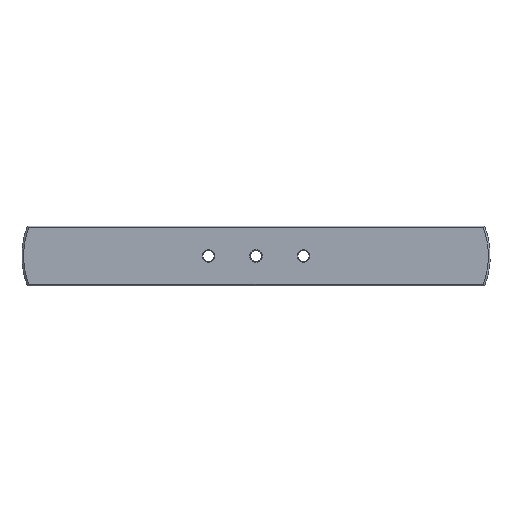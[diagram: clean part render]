
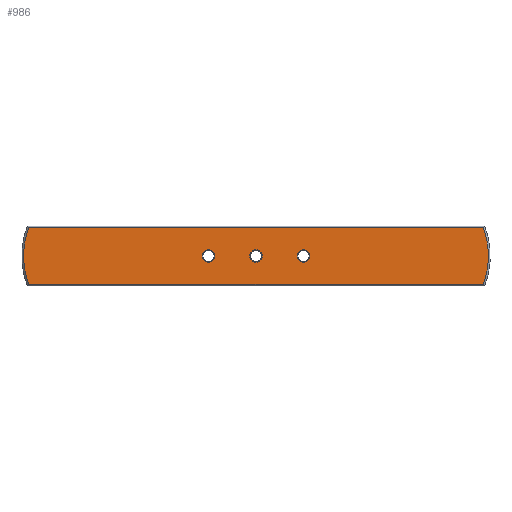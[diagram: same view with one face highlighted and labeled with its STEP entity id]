
A CAD part, top view. The second image highlights one B-rep face of the part: STEP entity #986.
In plain terms, the highlighted planar face has unit normal (0, 0, 1).
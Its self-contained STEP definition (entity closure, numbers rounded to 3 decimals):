
#392=VERTEX_POINT('NONE',#1087);
#426=EDGE_CURVE('NONE',#486,#392,#1124,.T.);
#452=EDGE_CURVE('NONE',#694,#580,#1155,.T.);
#464=EDGE_CURVE('NONE',#904,#1020,#1167,.T.);
#468=VERTEX_POINT('NONE',#1172);
#486=VERTEX_POINT('NONE',#1192);
#502=EDGE_CURVE('NONE',#392,#628,#1210,.T.);
#530=EDGE_CURVE('NONE',#672,#486,#1241,.T.);
#560=EDGE_CURVE('NONE',#628,#672,#1275,.T.);
#580=VERTEX_POINT('NONE',#1297);
#618=VERTEX_POINT('NONE',#1340);
#628=VERTEX_POINT('NONE',#1352);
#652=EDGE_CURVE('NONE',#580,#694,#1377,.T.);
#672=VERTEX_POINT('NONE',#1397);
#694=VERTEX_POINT('NONE',#1420);
#700=EDGE_CURVE('NONE',#468,#618,#1426,.T.);
#826=EDGE_CURVE('NONE',#1020,#904,#1571,.T.);
#904=VERTEX_POINT('NONE',#1657);
#950=EDGE_CURVE('NONE',#618,#468,#1708,.T.);
#986=ADVANCED_FACE('NONE',(#1745,#1746,#1747,#1748),#1749,.F.);
#1020=VERTEX_POINT('NONE',#1788);
#1087=CARTESIAN_POINT('',(-258.584,32.,0.0));
#1124=LINE('',#1938,#1939);
#1155=CIRCLE('',#1977,7.0);
#1167=CIRCLE('',#1998,7.0);
#1172=CARTESIAN_POINT('',(54.0,-7.0,0.0));
#1192=CARTESIAN_POINT('',(258.584,32.,0.0));
#1210=CIRCLE('',#2051,89.5);
#1241=CIRCLE('',#2099,89.5);
#1275=LINE('',#2160,#2161);
#1297=CARTESIAN_POINT('',(0.,-7.0,0.0));
#1340=CARTESIAN_POINT('',(54.0,7.0,0.0));
#1352=CARTESIAN_POINT('',(-258.584,-32.,0.0));
#1377=CIRCLE('',#2347,7.0);
#1397=CARTESIAN_POINT('',(258.584,-32.,0.0));
#1420=CARTESIAN_POINT('',(0.0,7.0,0.0));
#1426=CIRCLE('',#2445,7.0);
#1571=CIRCLE('',#2685,7.0);
#1657=CARTESIAN_POINT('',(-54.0,7.,0.0));
#1708=CIRCLE('',#2895,7.0);
#1745=FACE_OUTER_BOUND('',#2970,.T.);
#1746=FACE_BOUND('',#2971,.T.);
#1747=FACE_BOUND('',#2972,.T.);
#1748=FACE_BOUND('',#2973,.T.);
#1749=PLANE('',#2974);
#1788=CARTESIAN_POINT('',(-54.0,-7.,0.0));
#1938=CARTESIAN_POINT('',(266.5,32.,0.0));
#1939=VECTOR('',#3155,1000.0);
#1977=AXIS2_PLACEMENT_3D('',#3204,#3205,#3206);
#1998=AXIS2_PLACEMENT_3D('',#3214,#3215,#3216);
#2051=AXIS2_PLACEMENT_3D('',#3281,#3282,#3283);
#2099=AXIS2_PLACEMENT_3D('',#3314,#3315,#3316);
#2160=CARTESIAN_POINT('',(259.949,-32.,0.0));
#2161=VECTOR('',#3363,1000.0);
#2347=AXIS2_PLACEMENT_3D('',#3459,#3460,#3461);
#2445=AXIS2_PLACEMENT_3D('',#3485,#3486,#3487);
#2685=AXIS2_PLACEMENT_3D('',#3680,#3681,#3682);
#2895=AXIS2_PLACEMENT_3D('',#3819,#3820,#3821);
#2970=EDGE_LOOP('',(#3849,#3850,#3851,#3852));
#2971=EDGE_LOOP('',(#3853,#3854));
#2972=EDGE_LOOP('',(#3855,#3856));
#2973=EDGE_LOOP('',(#3857,#3858));
#2974=AXIS2_PLACEMENT_3D('',#3859,#3860,#3861);
#3155=DIRECTION('',(-1.0,0.0,0.0));
#3204=CARTESIAN_POINT('',(0.0,0.0,0.0));
#3205=DIRECTION('',(0.0,0.0,-1.0));
#3206=DIRECTION('',(0.0,-1.0,0.0));
#3214=CARTESIAN_POINT('',(-54.0,0.,0.0));
#3215=DIRECTION('',(0.0,0.0,-1.0));
#3216=DIRECTION('',(0.0,-1.0,0.0));
#3281=CARTESIAN_POINT('',(-175.0,0.0,0.0));
#3282=DIRECTION('',(0.0,0.0,1.0));
#3283=DIRECTION('',(0.,-1.0,0.0));
#3314=CARTESIAN_POINT('',(175.0,0.0,0.0));
#3315=DIRECTION('',(-0.0,0.0,1.0));
#3316=DIRECTION('',(0.0,-1.0,0.0));
#3363=DIRECTION('',(1.0,0.0,0.0));
#3459=CARTESIAN_POINT('',(0.0,0.0,0.0));
#3460=DIRECTION('',(0.0,0.0,-1.0));
#3461=DIRECTION('',(0.0,-1.0,0.0));
#3485=CARTESIAN_POINT('',(54.0,0.,0.0));
#3486=DIRECTION('',(0.0,0.0,-1.0));
#3487=DIRECTION('',(0.0,-1.0,0.0));
#3680=CARTESIAN_POINT('',(-54.0,0.,0.0));
#3681=DIRECTION('',(0.0,0.0,-1.0));
#3682=DIRECTION('',(0.0,-1.0,0.0));
#3819=CARTESIAN_POINT('',(54.0,0.,0.0));
#3820=DIRECTION('',(0.0,0.0,-1.0));
#3821=DIRECTION('',(0.0,-1.0,0.0));
#3849=ORIENTED_EDGE('',*,*,#560,.T.);
#3850=ORIENTED_EDGE('',*,*,#530,.T.);
#3851=ORIENTED_EDGE('',*,*,#426,.T.);
#3852=ORIENTED_EDGE('',*,*,#502,.T.);
#3853=ORIENTED_EDGE('',*,*,#950,.T.);
#3854=ORIENTED_EDGE('',*,*,#700,.T.);
#3855=ORIENTED_EDGE('',*,*,#464,.T.);
#3856=ORIENTED_EDGE('',*,*,#826,.T.);
#3857=ORIENTED_EDGE('',*,*,#452,.T.);
#3858=ORIENTED_EDGE('',*,*,#652,.T.);
#3859=CARTESIAN_POINT('',(266.5,34.0,0.0));
#3860=DIRECTION('',(0.0,0.0,-1.0));
#3861=DIRECTION('',(-1.0,0.0,0.0));
